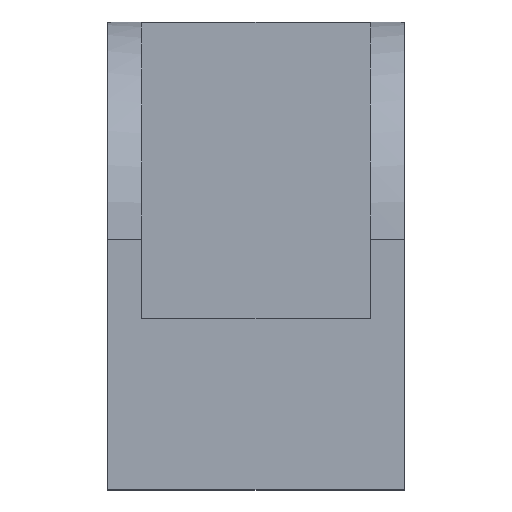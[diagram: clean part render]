
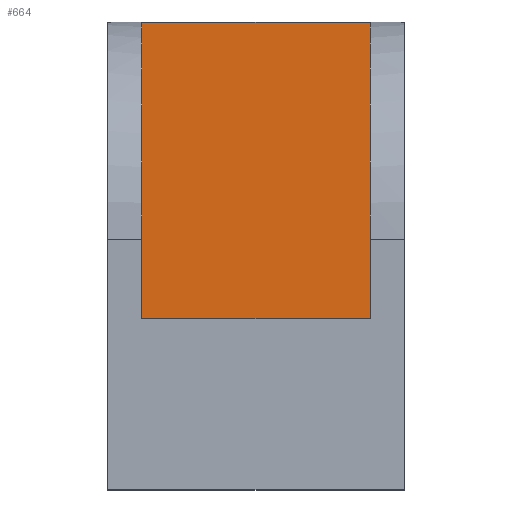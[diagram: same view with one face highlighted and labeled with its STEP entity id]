
A CAD part, front view. The second image highlights one B-rep face of the part: STEP entity #664.
In plain terms, the highlighted planar face has unit normal (0, -1, 0).
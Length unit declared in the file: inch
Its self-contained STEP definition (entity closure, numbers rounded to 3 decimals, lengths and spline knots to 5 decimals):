
#482=CARTESIAN_POINT('',(-0.39351,-2.019,1.61327));
#483=VERTEX_POINT('',#482);
#491=CARTESIAN_POINT('',(0.39349,-2.019,1.61327));
#492=VERTEX_POINT('',#491);
#493=CARTESIAN_POINT('',(-0.39351,-2.019,1.61327));
#494=DIRECTION('',(1.0,0.0,0.0));
#495=VECTOR('',#494,0.787);
#496=LINE('',#493,#495);
#497=EDGE_CURVE('',#483,#492,#496,.T.);
#616=CARTESIAN_POINT('',(0.39349,-2.019,0.591));
#617=VERTEX_POINT('',#616);
#618=CARTESIAN_POINT('',(0.39349,-2.019,1.61327));
#619=DIRECTION('',(0.0,0.0,-1.0));
#620=VECTOR('',#619,1.02227);
#621=LINE('',#618,#620);
#622=EDGE_CURVE('',#492,#617,#621,.T.);
#641=CARTESIAN_POINT('',(0.39349,-2.019,1.614));
#642=DIRECTION('',(0.0,1.0,0.0));
#643=DIRECTION('',(0.0,0.0,1.0));
#644=AXIS2_PLACEMENT_3D('',#641,#642,#643);
#645=PLANE('',#644);
#646=ORIENTED_EDGE('',*,*,#497,.F.);
#647=CARTESIAN_POINT('',(-0.39351,-2.019,0.591));
#648=VERTEX_POINT('',#647);
#649=CARTESIAN_POINT('',(-0.39351,-2.019,1.61327));
#650=DIRECTION('',(0.0,0.0,-1.0));
#651=VECTOR('',#650,1.02227);
#652=LINE('',#649,#651);
#653=EDGE_CURVE('',#483,#648,#652,.T.);
#654=ORIENTED_EDGE('',*,*,#653,.T.);
#655=CARTESIAN_POINT('',(0.39349,-2.019,0.591));
#656=DIRECTION('',(-1.0,0.0,0.0));
#657=VECTOR('',#656,0.787);
#658=LINE('',#655,#657);
#659=EDGE_CURVE('',#617,#648,#658,.T.);
#660=ORIENTED_EDGE('',*,*,#659,.F.);
#661=ORIENTED_EDGE('',*,*,#622,.F.);
#662=EDGE_LOOP('',(#646,#654,#660,#661));
#663=FACE_OUTER_BOUND('',#662,.T.);
#664=ADVANCED_FACE('',(#663),#645,.F.);
